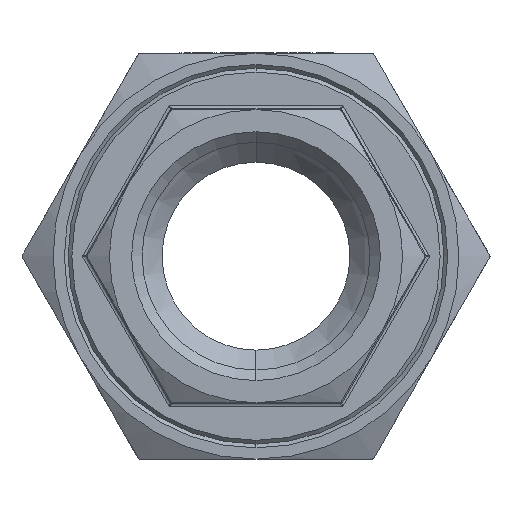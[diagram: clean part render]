
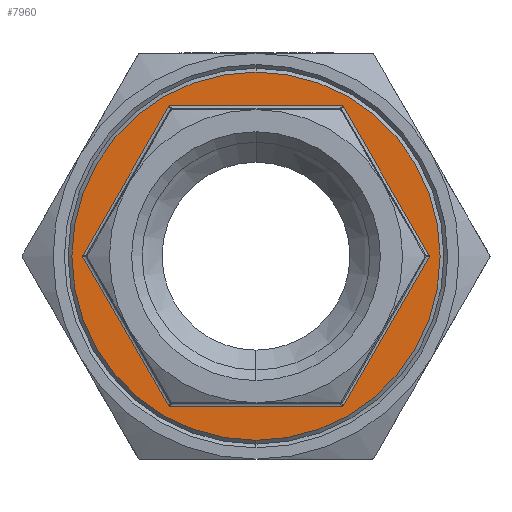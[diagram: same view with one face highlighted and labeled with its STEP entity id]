
A CAD part, left-side view. The second image highlights one B-rep face of the part: STEP entity #7960.
In plain terms, the highlighted planar face has unit normal (-1, 0, 0).
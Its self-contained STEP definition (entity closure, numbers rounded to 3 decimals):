
#53 = VECTOR ( 'NONE', #1883, 1000. ) ;
#105 = CIRCLE ( 'NONE', #4826, 24.5 ) ;
#427 = VERTEX_POINT ( 'NONE', #10621 ) ;
#630 = ORIENTED_EDGE ( 'NONE', *, *, #11613, .T. ) ;
#1007 = CARTESIAN_POINT ( 'NONE',  ( -10.25, -11.547, 20. ) ) ;
#1235 = DIRECTION ( 'NONE',  ( 0., 0., 1. ) ) ;
#1339 = VECTOR ( 'NONE', #1516, 1000. ) ;
#1469 = EDGE_CURVE ( 'NONE', #12404, #3120, #2336, .T. ) ;
#1513 = AXIS2_PLACEMENT_3D ( 'NONE', #5572, #10321, #2166 ) ;
#1516 = DIRECTION ( 'NONE',  ( 0., 0.5, 0.866 ) ) ;
#1705 = DIRECTION ( 'NONE',  ( 0., 0., 1. ) ) ;
#1883 = DIRECTION ( 'NONE',  ( 0., -0.5, 0.866 ) ) ;
#1985 = ORIENTED_EDGE ( 'NONE', *, *, #14965, .F. ) ;
#2150 = LINE ( 'NONE', #3324, #15327 ) ;
#2166 = DIRECTION ( 'NONE',  ( 0., -1., 0. ) ) ;
#2336 = LINE ( 'NONE', #14407, #4717 ) ;
#2402 = ORIENTED_EDGE ( 'NONE', *, *, #6759, .F. ) ;
#2956 = ORIENTED_EDGE ( 'NONE', *, *, #14655, .T. ) ;
#3072 = CARTESIAN_POINT ( 'NONE',  ( -10.25, 23.094, 0. ) ) ;
#3073 = CARTESIAN_POINT ( 'NONE',  ( -10.25, -14.506, -14.875 ) ) ;
#3120 = VERTEX_POINT ( 'NONE', #3072 ) ;
#3324 = CARTESIAN_POINT ( 'NONE',  ( -10.25, -5.629, 20. ) ) ;
#4123 = CARTESIAN_POINT ( 'NONE',  ( -10.25, 5.629, -20. ) ) ;
#4195 = CIRCLE ( 'NONE', #15149, 24.5 ) ;
#4268 = VERTEX_POINT ( 'NONE', #11642 ) ;
#4325 = VERTEX_POINT ( 'NONE', #11810 ) ;
#4717 = VECTOR ( 'NONE', #10183, 1000. ) ;
#4826 = AXIS2_PLACEMENT_3D ( 'NONE', #10669, #8333, #1235 ) ;
#5038 = VECTOR ( 'NONE', #11289, 1000. ) ;
#5572 = CARTESIAN_POINT ( 'NONE',  ( -10.25, 0., 0. ) ) ;
#5649 = CARTESIAN_POINT ( 'NONE',  ( -10.25, 0., 24.5 ) ) ;
#5767 = LINE ( 'NONE', #8567, #1339 ) ;
#6103 = CARTESIAN_POINT ( 'NONE',  ( -10.25, 11.547, 20. ) ) ;
#6388 = CARTESIAN_POINT ( 'NONE',  ( -10.25, 0., 0. ) ) ;
#6703 = LINE ( 'NONE', #3073, #53 ) ;
#6759 = EDGE_CURVE ( 'NONE', #427, #4325, #12508, .T. ) ;
#6868 = VERTEX_POINT ( 'NONE', #1007 ) ;
#7960 = ADVANCED_FACE ( 'NONE', ( #9243, #9611 ), #9226, .T. ) ;
#8188 = EDGE_CURVE ( 'NONE', #3120, #427, #9239, .T. ) ;
#8333 = DIRECTION ( 'NONE',  ( -1., 0., 0. ) ) ;
#8438 = CARTESIAN_POINT ( 'NONE',  ( -10.25, 20.135, -5.125 ) ) ;
#8567 = CARTESIAN_POINT ( 'NONE',  ( -10.25, -20.135, 5.125 ) ) ;
#8886 = EDGE_CURVE ( 'NONE', #4325, #4268, #6703, .T. ) ;
#9212 = EDGE_CURVE ( 'NONE', #4268, #6868, #5767, .T. ) ;
#9226 = PLANE ( 'NONE',  #1513 ) ;
#9239 = LINE ( 'NONE', #8438, #11079 ) ;
#9243 = FACE_OUTER_BOUND ( 'NONE', #11266, .T. ) ;
#9611 = FACE_BOUND ( 'NONE', #9969, .T. ) ;
#9815 = ORIENTED_EDGE ( 'NONE', *, *, #8886, .F. ) ;
#9969 = EDGE_LOOP ( 'NONE', ( #10138, #10590, #1985, #12923, #9815, #2402 ) ) ;
#10138 = ORIENTED_EDGE ( 'NONE', *, *, #8188, .F. ) ;
#10183 = DIRECTION ( 'NONE',  ( 0., 0.5, -0.866 ) ) ;
#10321 = DIRECTION ( 'NONE',  ( -1., 0., 0. ) ) ;
#10590 = ORIENTED_EDGE ( 'NONE', *, *, #1469, .F. ) ;
#10621 = CARTESIAN_POINT ( 'NONE',  ( -10.25, 11.547, -20. ) ) ;
#10669 = CARTESIAN_POINT ( 'NONE',  ( -10.25, 0., 0. ) ) ;
#11079 = VECTOR ( 'NONE', #13284, 1000. ) ;
#11266 = EDGE_LOOP ( 'NONE', ( #2956, #630 ) ) ;
#11289 = DIRECTION ( 'NONE',  ( 0., -1., 0. ) ) ;
#11613 = EDGE_CURVE ( 'NONE', #12551, #14989, #4195, .T. ) ;
#11642 = CARTESIAN_POINT ( 'NONE',  ( -10.25, -23.094, 0. ) ) ;
#11810 = CARTESIAN_POINT ( 'NONE',  ( -10.25, -11.547, -20. ) ) ;
#12404 = VERTEX_POINT ( 'NONE', #6103 ) ;
#12495 = DIRECTION ( 'NONE',  ( -1., 0., 0. ) ) ;
#12508 = LINE ( 'NONE', #4123, #5038 ) ;
#12551 = VERTEX_POINT ( 'NONE', #13563 ) ;
#12923 = ORIENTED_EDGE ( 'NONE', *, *, #9212, .F. ) ;
#13284 = DIRECTION ( 'NONE',  ( 0., -0.5, -0.866 ) ) ;
#13563 = CARTESIAN_POINT ( 'NONE',  ( -10.25, 0., -24.5 ) ) ;
#14103 = DIRECTION ( 'NONE',  ( 0., 1., 0. ) ) ;
#14407 = CARTESIAN_POINT ( 'NONE',  ( -10.25, 14.506, 14.875 ) ) ;
#14655 = EDGE_CURVE ( 'NONE', #14989, #12551, #105, .T. ) ;
#14965 = EDGE_CURVE ( 'NONE', #6868, #12404, #2150, .T. ) ;
#14989 = VERTEX_POINT ( 'NONE', #5649 ) ;
#15149 = AXIS2_PLACEMENT_3D ( 'NONE', #6388, #12495, #1705 ) ;
#15327 = VECTOR ( 'NONE', #14103, 1000. ) ;
